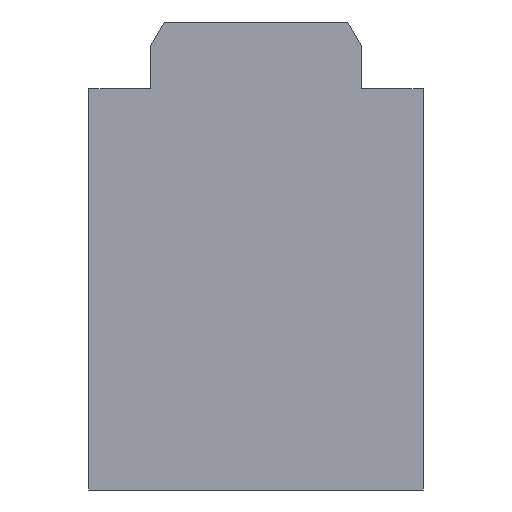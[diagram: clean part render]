
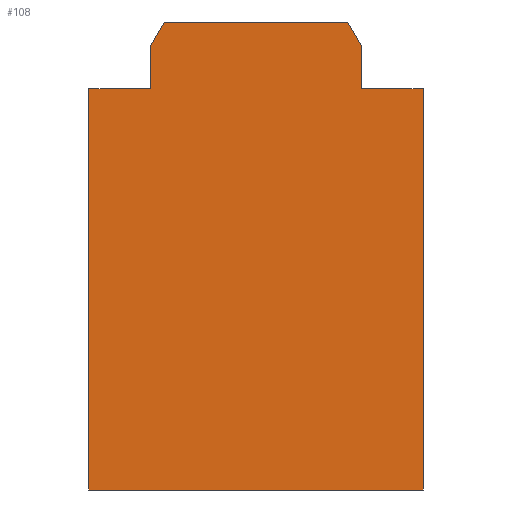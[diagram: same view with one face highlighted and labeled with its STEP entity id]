
A CAD part, left-side view. The second image highlights one B-rep face of the part: STEP entity #108.
In plain terms, the highlighted planar face has unit normal (-1, 0, 0).
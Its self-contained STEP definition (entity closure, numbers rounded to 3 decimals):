
#15 = CARTESIAN_POINT ( 'NONE',  ( 0., 0., 0. ) ) ;
#108 = ADVANCED_FACE ( 'NONE', ( #1349 ), #1769, .F. ) ;
#145 = LINE ( 'NONE', #1622, #157 ) ;
#157 = VECTOR ( 'NONE', #1605, 1000. ) ;
#213 = CARTESIAN_POINT ( 'NONE',  ( 0., 0., 12. ) ) ;
#275 = CARTESIAN_POINT ( 'NONE',  ( 0., 10., 12. ) ) ;
#394 = CARTESIAN_POINT ( 'NONE',  ( 0., 8.15, 12. ) ) ;
#404 = AXIS2_PLACEMENT_3D ( 'NONE', #1802, #1680, #1618 ) ;
#420 = LINE ( 'NONE', #875, #901 ) ;
#482 = EDGE_CURVE ( 'NONE', #1902, #1653, #898, .T. ) ;
#603 = VECTOR ( 'NONE', #1543, 1000. ) ;
#762 = EDGE_CURVE ( 'NONE', #2278, #1785, #145, .T. ) ;
#784 = LINE ( 'NONE', #1889, #977 ) ;
#797 = LINE ( 'NONE', #1801, #988 ) ;
#824 = VECTOR ( 'NONE', #1722, 1000. ) ;
#827 = LINE ( 'NONE', #1698, #834 ) ;
#834 = VECTOR ( 'NONE', #1700, 1000. ) ;
#861 = DIRECTION ( 'NONE',  ( 0., 0., -1. ) ) ;
#875 = CARTESIAN_POINT ( 'NONE',  ( 0., 0., 12. ) ) ;
#887 = VECTOR ( 'NONE', #1539, 1000. ) ;
#891 = LINE ( 'NONE', #1550, #887 ) ;
#898 = LINE ( 'NONE', #1520, #603 ) ;
#901 = VECTOR ( 'NONE', #861, 1000. ) ;
#902 = EDGE_CURVE ( 'NONE', #1969, #1902, #797, .T. ) ;
#909 = EDGE_CURVE ( 'NONE', #2111, #1900, #784, .T. ) ;
#919 = EDGE_CURVE ( 'NONE', #2111, #2318, #976, .T. ) ;
#922 = EDGE_CURVE ( 'NONE', #2255, #2318, #972, .T. ) ;
#933 = EDGE_CURVE ( 'NONE', #2255, #2278, #966, .T. ) ;
#942 = EDGE_CURVE ( 'NONE', #1969, #1785, #827, .T. ) ;
#963 = VECTOR ( 'NONE', #1735, 1000. ) ;
#966 = LINE ( 'NONE', #1878, #824 ) ;
#970 = VECTOR ( 'NONE', #1759, 1000. ) ;
#972 = LINE ( 'NONE', #1753, #963 ) ;
#976 = LINE ( 'NONE', #1762, #970 ) ;
#977 = VECTOR ( 'NONE', #2043, 1000. ) ;
#984 = EDGE_CURVE ( 'NONE', #1900, #1977, #891, .T. ) ;
#988 = VECTOR ( 'NONE', #1951, 1000. ) ;
#1237 = CARTESIAN_POINT ( 'NONE',  ( 0., 7.746, 14. ) ) ;
#1257 = EDGE_CURVE ( 'NONE', #1977, #1653, #420, .T. ) ;
#1349 = FACE_OUTER_BOUND ( 'NONE', #1508, .T. ) ;
#1386 = CARTESIAN_POINT ( 'NONE',  ( 0., 8.15, 13.3 ) ) ;
#1508 = EDGE_LOOP ( 'NONE', ( #1859, #1860, #1866, #1870, #1872, #1875, #1877, #1881, #1883, #1887 ) ) ;
#1520 = CARTESIAN_POINT ( 'NONE',  ( 0., 0., 0. ) ) ;
#1539 = DIRECTION ( 'NONE',  ( 0., -1., 0. ) ) ;
#1543 = DIRECTION ( 'NONE',  ( 0., -1., 0. ) ) ;
#1550 = CARTESIAN_POINT ( 'NONE',  ( 0., 0., 12. ) ) ;
#1605 = DIRECTION ( 'NONE',  ( 0., 0., -1. ) ) ;
#1617 = CARTESIAN_POINT ( 'NONE',  ( 0., 1.85, 13.3 ) ) ;
#1618 = DIRECTION ( 'NONE',  ( 0., 0., -1. ) ) ;
#1622 = CARTESIAN_POINT ( 'NONE',  ( 0., 8.15, 14. ) ) ;
#1653 = VERTEX_POINT ( 'NONE', #15 ) ;
#1680 = DIRECTION ( 'NONE',  ( 1., 0., 0. ) ) ;
#1698 = CARTESIAN_POINT ( 'NONE',  ( 0., 0., 12. ) ) ;
#1700 = DIRECTION ( 'NONE',  ( 0., -1., 0. ) ) ;
#1722 = DIRECTION ( 'NONE',  ( 0., 0.5, -0.866 ) ) ;
#1735 = DIRECTION ( 'NONE',  ( 0., -1., 0. ) ) ;
#1753 = CARTESIAN_POINT ( 'NONE',  ( 0., 1.85, 14. ) ) ;
#1759 = DIRECTION ( 'NONE',  ( 0., 0.5, 0.866 ) ) ;
#1762 = CARTESIAN_POINT ( 'NONE',  ( 0., 2.254, 14. ) ) ;
#1769 = PLANE ( 'NONE',  #404 ) ;
#1785 = VERTEX_POINT ( 'NONE', #394 ) ;
#1801 = CARTESIAN_POINT ( 'NONE',  ( 0., 10., 12. ) ) ;
#1802 = CARTESIAN_POINT ( 'NONE',  ( 0., 0., 12. ) ) ;
#1859 = ORIENTED_EDGE ( 'NONE', *, *, #909, .F. ) ;
#1860 = ORIENTED_EDGE ( 'NONE', *, *, #919, .T. ) ;
#1866 = ORIENTED_EDGE ( 'NONE', *, *, #922, .F. ) ;
#1870 = ORIENTED_EDGE ( 'NONE', *, *, #933, .T. ) ;
#1872 = ORIENTED_EDGE ( 'NONE', *, *, #762, .T. ) ;
#1875 = ORIENTED_EDGE ( 'NONE', *, *, #942, .F. ) ;
#1877 = ORIENTED_EDGE ( 'NONE', *, *, #902, .T. ) ;
#1878 = CARTESIAN_POINT ( 'NONE',  ( 0., 7.746, 14. ) ) ;
#1881 = ORIENTED_EDGE ( 'NONE', *, *, #482, .T. ) ;
#1883 = ORIENTED_EDGE ( 'NONE', *, *, #1257, .F. ) ;
#1887 = ORIENTED_EDGE ( 'NONE', *, *, #984, .F. ) ;
#1889 = CARTESIAN_POINT ( 'NONE',  ( 0., 1.85, 14. ) ) ;
#1900 = VERTEX_POINT ( 'NONE', #2008 ) ;
#1902 = VERTEX_POINT ( 'NONE', #1995 ) ;
#1951 = DIRECTION ( 'NONE',  ( 0., 0., -1. ) ) ;
#1969 = VERTEX_POINT ( 'NONE', #275 ) ;
#1977 = VERTEX_POINT ( 'NONE', #213 ) ;
#1995 = CARTESIAN_POINT ( 'NONE',  ( 0., 10., 0. ) ) ;
#2008 = CARTESIAN_POINT ( 'NONE',  ( 0., 1.85, 12. ) ) ;
#2043 = DIRECTION ( 'NONE',  ( 0., 0., -1. ) ) ;
#2111 = VERTEX_POINT ( 'NONE', #1617 ) ;
#2255 = VERTEX_POINT ( 'NONE', #1237 ) ;
#2265 = CARTESIAN_POINT ( 'NONE',  ( 0., 2.254, 14. ) ) ;
#2278 = VERTEX_POINT ( 'NONE', #1386 ) ;
#2318 = VERTEX_POINT ( 'NONE', #2265 ) ;
